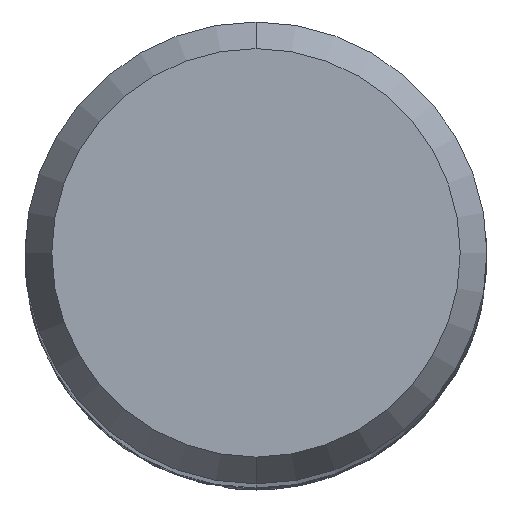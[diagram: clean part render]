
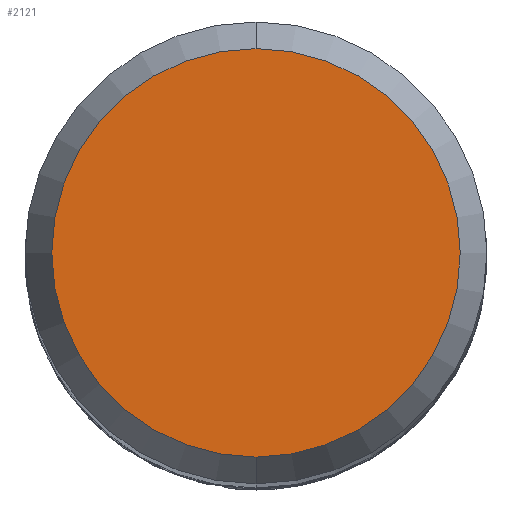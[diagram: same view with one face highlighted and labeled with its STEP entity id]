
A CAD part, top view. The second image highlights one B-rep face of the part: STEP entity #2121.
In plain terms, the highlighted planar face has unit normal (0, 0, 1).
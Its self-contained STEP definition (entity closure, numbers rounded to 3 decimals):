
#1107=VERTEX_POINT('',#2576);
#1329=EDGE_CURVE('',#1107,#1981,#2815,.T.);
#1505=EDGE_CURVE('',#1981,#1107,#3010,.T.);
#1981=VERTEX_POINT('',#3524);
#2121=ADVANCED_FACE('',(#3680),#3681,.T.);
#2576=CARTESIAN_POINT('',(0.0,3.538,0.0));
#2815=CIRCLE('',#9851,3.538);
#3010=CIRCLE('',#12634,3.538);
#3524=CARTESIAN_POINT('',(0.,-3.538,0.0));
#3680=FACE_OUTER_BOUND('',#19721,.T.);
#3681=PLANE('',#19722);
#9851=AXIS2_PLACEMENT_3D('',#21671,#21672,#21673);
#12634=AXIS2_PLACEMENT_3D('',#21873,#21874,#21875);
#19721=EDGE_LOOP('',(#22603,#22604));
#19722=AXIS2_PLACEMENT_3D('',#22605,#22606,#22607);
#21671=CARTESIAN_POINT('',(0.0,0.0,0.0));
#21672=DIRECTION('',(0.0,0.0,-1.0));
#21673=DIRECTION('',(0.0,1.0,0.0));
#21873=CARTESIAN_POINT('',(0.0,0.0,0.0));
#21874=DIRECTION('',(0.0,0.0,-1.0));
#21875=DIRECTION('',(0.0,1.0,0.0));
#22603=ORIENTED_EDGE('',*,*,#1329,.F.);
#22604=ORIENTED_EDGE('',*,*,#1505,.F.);
#22605=CARTESIAN_POINT('',(0.0,1.769,0.0));
#22606=DIRECTION('',(-0.0,0.0,1.0));
#22607=DIRECTION('',(0.0,-1.0,0.0));
